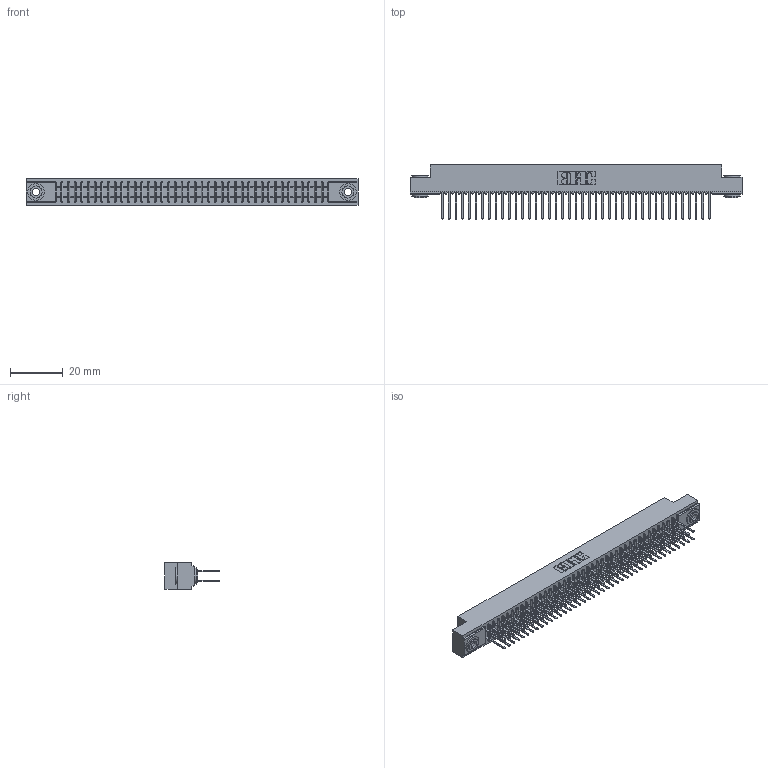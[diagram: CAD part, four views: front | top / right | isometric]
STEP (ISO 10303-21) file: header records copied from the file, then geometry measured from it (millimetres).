
FILE_DESCRIPTION (( 'STEP AP203' ), '1' );
FILE_NAME ('341-082-522-203.STEP', '2018-08-07T22:09:40', ( '' ), ( '' ), 'SwSTEP 2.0', 'SolidWorks 2016', '' );
FILE_SCHEMA (( 'CONFIG_CONTROL_DESIGN' ));
Length unit declared in the file: inch
Products named in the file (4): 341-292-001_341-292-122; 345-250-002_345-250-002-102; 341-082-522-203; 341 Part_.156 (3.96) Dia Mounting Holes
Assembly tree (85 placements, depth 2):
  341-082-522-203
    341 Part_.156 (3.96) Dia Mounting Holes
    341-292-001_341-292-122  x82
    345-250-002_345-250-002-102  x2
Bounding box: 126.36 x 20.62 x 10.16 mm (x, y, z)
Volume: 9444.2 mm3; surface area: 17711.7 mm2
Topology: 85 solids, 85 shells, 5580 faces, 16131 edges, 10446 vertices
Faces by surface type: plane 3372, cylinder 2036, sphere 84, torus 80, cone 8
Entity records: 50817 total; most frequent: CARTESIAN_POINT 8428, ORIENTED_EDGE 8366, DIRECTION 8195, EDGE_CURVE 4183, VECTOR 3369, LINE 3369, VERTEX_POINT 2646, AXIS2_PLACEMENT_3D 2413
